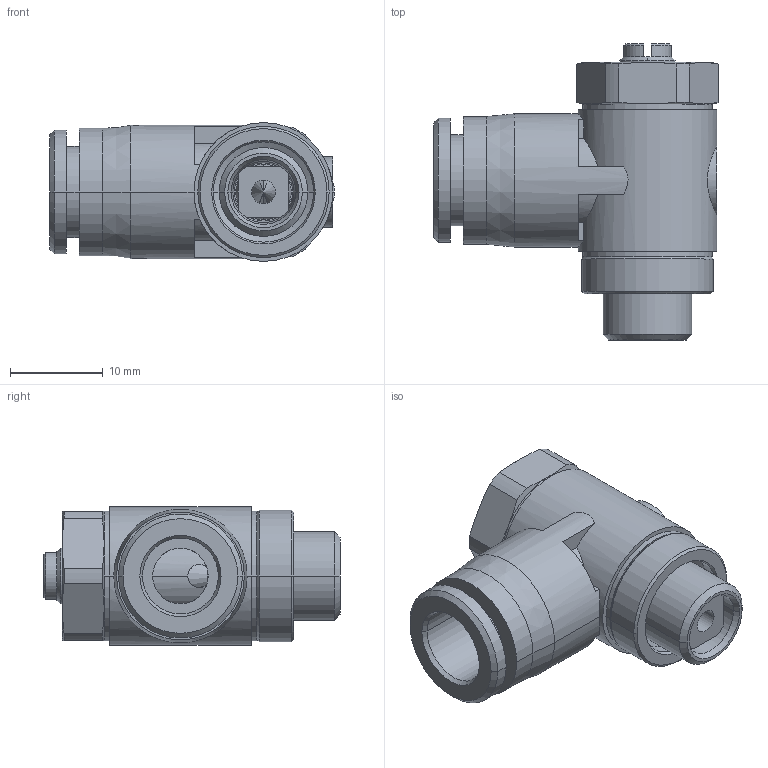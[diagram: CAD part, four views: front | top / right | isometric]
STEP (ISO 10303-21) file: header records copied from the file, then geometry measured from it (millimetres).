
FILE_DESCRIPTION((''),'2;1');
FILE_NAME('637014B_SCU-219M-1-8N-8P_ASM','2005-04-27T',('konstruktion'),(''),'PRO/ENGINEER BY PARAMETRIC TECHNOLOGY CORPORATION, 2004440','PRO/ENGINEER BY PARAMETRIC TECHNOLOGY CORPORATION, 2004440','');
FILE_SCHEMA(('CONFIG_CONTROL_DESIGN'));
Length unit declared in the file: millimetre
Products named in the file (4): 349761B_961P-8-1-8XCU; 634222B_SCU-219M-1-8; 252957_266N-1-8X4-0; 637014B_SCU-219M-1-8N-8P_ASM
Assembly tree (3 placements, depth 2):
  637014B_SCU-219M-1-8N-8P_ASM
    349761B_961P-8-1-8XCU
    634222B_SCU-219M-1-8
    252957_266N-1-8X4-0
Bounding box: 30.75 x 32 x 15 mm (x, y, z)
Volume: 5439.8 mm3; surface area: 5621.1 mm2
Topology: 3 solids, 3 shells, 179 faces, 431 edges, 255 vertices
Faces by surface type: cylinder 72, cone 56, plane 45, torus 6
Entity records: 5498 total; most frequent: CARTESIAN_POINT 1177, DIRECTION 939, ORIENTED_EDGE 858, EDGE_CURVE 429, AXIS2_PLACEMENT_3D 382, VERTEX_POINT 255, EDGE_LOOP 196, CIRCLE 196
